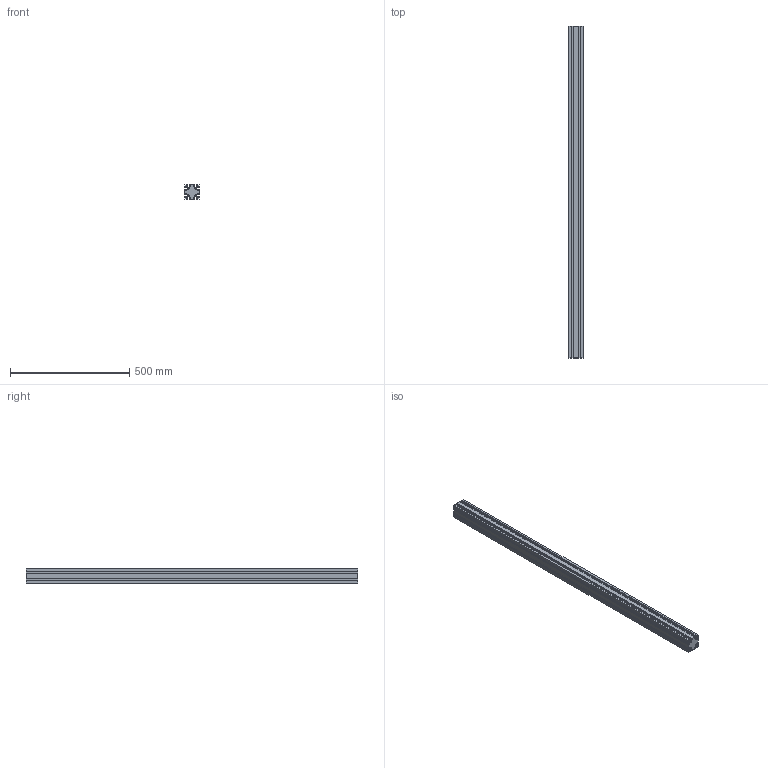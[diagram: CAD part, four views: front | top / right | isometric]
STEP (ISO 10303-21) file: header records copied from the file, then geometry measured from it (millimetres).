
FILE_DESCRIPTION(('STEP AP214'),'1');
FILE_NAME('cctmp_A2579E8C-C2E8-42AC-ADB9-256773E09919_2020_2_13_23_24_10_277..stp','2020-02-13T22:24:10',('item Industrietechnik GmbH'),('CADClick - www.CADClick.com'),'Spatial InterOp 3D',' ','unknown authorization');
FILE_SCHEMA(('AUTOMOTIVE_DESIGN'));
Length unit declared in the file: millimetre
Products named in the file (1): item_0041909_Profile 6 60x60 light_L=1392
Bounding box: 60 x 1392 x 60 mm (x, y, z)
Volume: 3601928 mm3; surface area: 850654.2 mm2
Topology: 1 solids, 1 shells, 222 faces, 660 edges, 440 vertices
Faces by surface type: plane 118, cylinder 104
Entity records: 9308 total; most frequent: CARTESIAN_POINT 1323, ORIENTED_EDGE 1320, DIRECTION 1314, EDGE_CURVE 660, LINE 452, VECTOR 452, VERTEX_POINT 440, AXIS2_PLACEMENT_3D 431
